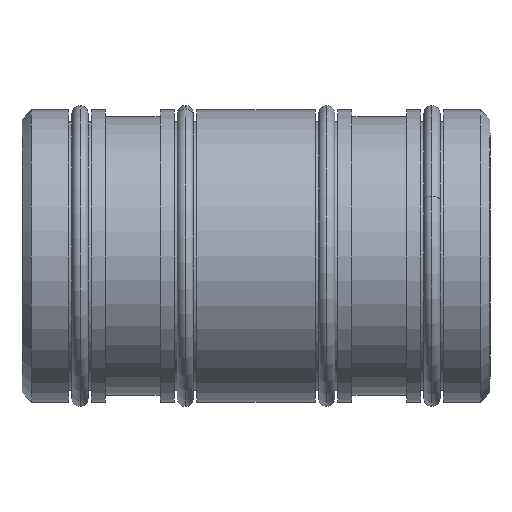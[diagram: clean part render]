
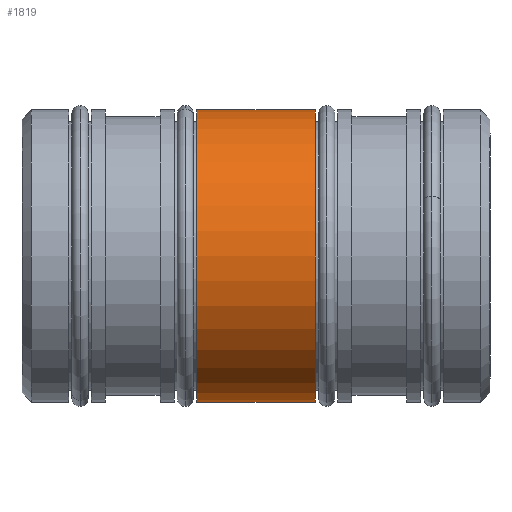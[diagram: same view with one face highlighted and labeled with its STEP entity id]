
A CAD part, left-side view. The second image highlights one B-rep face of the part: STEP entity #1819.
In plain terms, the highlighted cylindrical face has radius 15.875 mm (diameter 31.75 mm), a partial arc.
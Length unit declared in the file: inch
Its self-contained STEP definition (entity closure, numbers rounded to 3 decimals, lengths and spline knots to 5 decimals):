
#13 = EDGE_LOOP ( 'NONE', ( #1992, #1326, #813, #929 ) ) ;
#23 = VERTEX_POINT ( 'NONE', #551 ) ;
#84 = LINE ( 'NONE', #902, #1412 ) ;
#172 = AXIS2_PLACEMENT_3D ( 'NONE', #1240, #184, #1404 ) ;
#182 = DIRECTION ( 'NONE',  ( 0., -1., 0. ) ) ;
#184 = DIRECTION ( 'NONE',  ( 0., -1., 0. ) ) ;
#254 = CYLINDRICAL_SURFACE ( 'NONE', #759, 0.625 ) ;
#272 = EDGE_CURVE ( 'NONE', #1633, #1508, #84, .T. ) ;
#342 = EDGE_CURVE ( 'NONE', #1032, #23, #493, .T. ) ;
#399 = CARTESIAN_POINT ( 'NONE',  ( 0., 0.254, 0.625 ) ) ;
#434 = CIRCLE ( 'NONE', #172, 0.625 ) ;
#455 = DIRECTION ( 'NONE',  ( 0., -1., 0. ) ) ;
#493 = LINE ( 'NONE', #815, #2050 ) ;
#542 = AXIS2_PLACEMENT_3D ( 'NONE', #1496, #455, #1676 ) ;
#551 = CARTESIAN_POINT ( 'NONE',  ( 0., -0.254, -0.625 ) ) ;
#759 = AXIS2_PLACEMENT_3D ( 'NONE', #2192, #1480, #977 ) ;
#813 = ORIENTED_EDGE ( 'NONE', *, *, #342, .T. ) ;
#815 = CARTESIAN_POINT ( 'NONE',  ( 0., -1., -0.625 ) ) ;
#902 = CARTESIAN_POINT ( 'NONE',  ( 0., -1., 0.625 ) ) ;
#929 = ORIENTED_EDGE ( 'NONE', *, *, #2247, .F. ) ;
#977 = DIRECTION ( 'NONE',  ( 0., 0., -1. ) ) ;
#1032 = VERTEX_POINT ( 'NONE', #1243 ) ;
#1149 = EDGE_CURVE ( 'NONE', #1633, #1032, #434, .T. ) ;
#1240 = CARTESIAN_POINT ( 'NONE',  ( 0., 0.254, 0. ) ) ;
#1243 = CARTESIAN_POINT ( 'NONE',  ( 0., 0.254, -0.625 ) ) ;
#1326 = ORIENTED_EDGE ( 'NONE', *, *, #1149, .T. ) ;
#1404 = DIRECTION ( 'NONE',  ( 0., 0., -1. ) ) ;
#1412 = VECTOR ( 'NONE', #182, 39.37008 ) ;
#1480 = DIRECTION ( 'NONE',  ( 0., -1., 0. ) ) ;
#1496 = CARTESIAN_POINT ( 'NONE',  ( 0., -0.254, 0. ) ) ;
#1508 = VERTEX_POINT ( 'NONE', #1743 ) ;
#1633 = VERTEX_POINT ( 'NONE', #399 ) ;
#1654 = DIRECTION ( 'NONE',  ( 0., -1., 0. ) ) ;
#1668 = CIRCLE ( 'NONE', #542, 0.625 ) ;
#1676 = DIRECTION ( 'NONE',  ( 0., 0., -1. ) ) ;
#1743 = CARTESIAN_POINT ( 'NONE',  ( 0., -0.254, 0.625 ) ) ;
#1819 = ADVANCED_FACE ( 'NONE', ( #2114 ), #254, .T. ) ;
#1992 = ORIENTED_EDGE ( 'NONE', *, *, #272, .F. ) ;
#2050 = VECTOR ( 'NONE', #1654, 39.37008 ) ;
#2114 = FACE_OUTER_BOUND ( 'NONE', #13, .T. ) ;
#2192 = CARTESIAN_POINT ( 'NONE',  ( 0., -1., 0. ) ) ;
#2247 = EDGE_CURVE ( 'NONE', #1508, #23, #1668, .T. ) ;
